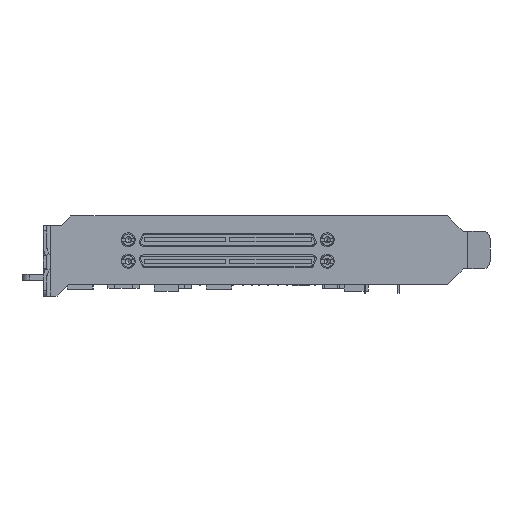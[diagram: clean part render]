
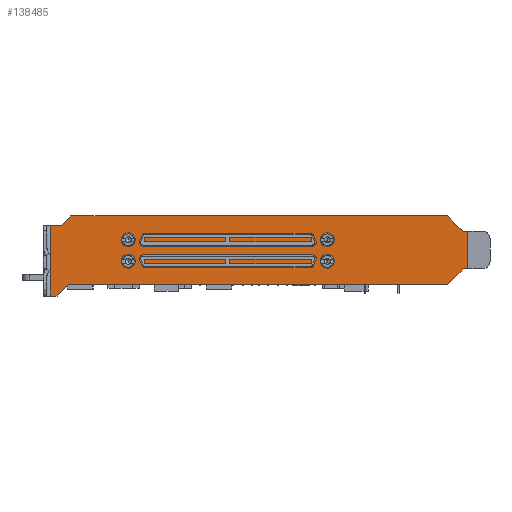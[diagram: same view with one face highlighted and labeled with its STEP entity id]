
A CAD part, left-side view. The second image highlights one B-rep face of the part: STEP entity #138485.
In plain terms, the highlighted planar face has unit normal (-1, 0, 0).
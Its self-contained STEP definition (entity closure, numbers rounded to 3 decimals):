
#4209 = LINE ( 'NONE', #198744, #105515 ) ;
#4525 = CARTESIAN_POINT ( 'NONE',  ( -1.895, 42.629, -1.04 ) ) ;
#6356 = CARTESIAN_POINT ( 'NONE',  ( -1.895, -17.566, 13.26 ) ) ;
#7235 = VERTEX_POINT ( 'NONE', #213463 ) ;
#11958 = DIRECTION ( 'NONE',  ( 0., 0.701, -0.713 ) ) ;
#15613 = VECTOR ( 'NONE', #229287, 1000. ) ;
#17817 = DIRECTION ( 'NONE',  ( 0., 1., 0. ) ) ;
#17913 = DIRECTION ( 'NONE',  ( 0., -0.707, 0.707 ) ) ;
#30549 = VERTEX_POINT ( 'NONE', #215994 ) ;
#33034 = VECTOR ( 'NONE', #11958, 1000. ) ;
#33615 = LINE ( 'NONE', #34927, #246013 ) ;
#34927 = CARTESIAN_POINT ( 'NONE',  ( -1.895, 42.629, 17.36 ) ) ;
#43247 = VERTEX_POINT ( 'NONE', #224447 ) ;
#44149 = DIRECTION ( 'NONE',  ( 0., 0., -1. ) ) ;
#47419 = VERTEX_POINT ( 'NONE', #154929 ) ;
#48516 = VECTOR ( 'NONE', #223881, 1000. ) ;
#49791 = FACE_OUTER_BOUND ( 'NONE', #115211, .T. ) ;
#52538 = AXIS2_PLACEMENT_3D ( 'NONE', #228523, #90537, #170627 ) ;
#53927 = CARTESIAN_POINT ( 'NONE',  ( -1.895, 98.934, -4.24 ) ) ;
#57707 = CARTESIAN_POINT ( 'NONE',  ( -1.895, 98.934, 8.91 ) ) ;
#68168 = VECTOR ( 'NONE', #17913, 1000. ) ;
#71311 = VERTEX_POINT ( 'NONE', #164380 ) ;
#72480 = EDGE_CURVE ( 'NONE', #43247, #93342, #257622, .T. ) ;
#74920 = EDGE_CURVE ( 'NONE', #136584, #170634, #237303, .T. ) ;
#77019 = CARTESIAN_POINT ( 'NONE',  ( -1.895, -12.296, 3.06 ) ) ;
#86631 = PLANE ( 'NONE',  #52538 ) ;
#86995 = VERTEX_POINT ( 'NONE', #177077 ) ;
#87758 = ORIENTED_EDGE ( 'NONE', *, *, #143420, .F. ) ;
#90537 = DIRECTION ( 'NONE',  ( -1., 0., 0. ) ) ;
#90584 = VERTEX_POINT ( 'NONE', #131072 ) ;
#92438 = ORIENTED_EDGE ( 'NONE', *, *, #155405, .T. ) ;
#93342 = VERTEX_POINT ( 'NONE', #214523 ) ;
#96763 = LINE ( 'NONE', #77019, #183683 ) ;
#97141 = ORIENTED_EDGE ( 'NONE', *, *, #239063, .T. ) ;
#100468 = LINE ( 'NONE', #4525, #192052 ) ;
#101959 = EDGE_CURVE ( 'NONE', #90584, #86995, #177342, .T. ) ;
#103012 = LINE ( 'NONE', #225157, #48516 ) ;
#105515 = VECTOR ( 'NONE', #219752, 1000. ) ;
#105887 = CARTESIAN_POINT ( 'NONE',  ( -1.895, -12.296, 13.26 ) ) ;
#114603 = VECTOR ( 'NONE', #235162, 1000. ) ;
#115211 = EDGE_LOOP ( 'NONE', ( #238615, #204167, #87758, #97141, #176904, #157690, #92438, #201577, #237308, #155115, #122509, #157846 ) ) ;
#116484 = DIRECTION ( 'NONE',  ( 0., 1., 0. ) ) ;
#122509 = ORIENTED_EDGE ( 'NONE', *, *, #72480, .F. ) ;
#122644 = CARTESIAN_POINT ( 'NONE',  ( -1.895, -12.296, 13.26 ) ) ;
#125534 = LINE ( 'NONE', #105887, #15613 ) ;
#131072 = CARTESIAN_POINT ( 'NONE',  ( -1.895, 95.954, 14.82 ) ) ;
#131704 = CARTESIAN_POINT ( 'NONE',  ( -1.895, -12.296, 3.06 ) ) ;
#135356 = DIRECTION ( 'NONE',  ( 0., 1., 0. ) ) ;
#136584 = VERTEX_POINT ( 'NONE', #203091 ) ;
#138255 = VERTEX_POINT ( 'NONE', #122644 ) ;
#138485 = ADVANCED_FACE ( 'NONE', ( #49791 ), #86631, .T. ) ;
#143420 = EDGE_CURVE ( 'NONE', #71311, #170634, #96763, .T. ) ;
#144866 = EDGE_CURVE ( 'NONE', #86995, #93342, #177282, .T. ) ;
#151083 = VECTOR ( 'NONE', #166531, 1000. ) ;
#154929 = CARTESIAN_POINT ( 'NONE',  ( -1.895, -13.566, 13.26 ) ) ;
#154933 = CARTESIAN_POINT ( 'NONE',  ( -1.895, 42.629, 14.82 ) ) ;
#155115 = ORIENTED_EDGE ( 'NONE', *, *, #144866, .T. ) ;
#155405 = EDGE_CURVE ( 'NONE', #30549, #7235, #33615, .T. ) ;
#157083 = CARTESIAN_POINT ( 'NONE',  ( -1.895, -8.196, -1.04 ) ) ;
#157690 = ORIENTED_EDGE ( 'NONE', *, *, #169051, .T. ) ;
#157846 = ORIENTED_EDGE ( 'NONE', *, *, #211270, .F. ) ;
#164380 = CARTESIAN_POINT ( 'NONE',  ( -1.895, -13.566, 3.06 ) ) ;
#164740 = DIRECTION ( 'NONE',  ( 0., -1., 0. ) ) ;
#166531 = DIRECTION ( 'NONE',  ( 0., -1., 0. ) ) ;
#169051 = EDGE_CURVE ( 'NONE', #138255, #30549, #125534, .T. ) ;
#170627 = DIRECTION ( 'NONE',  ( 0., 0., 1. ) ) ;
#170634 = VERTEX_POINT ( 'NONE', #131704 ) ;
#170882 = VECTOR ( 'NONE', #44149, 1000. ) ;
#171325 = EDGE_CURVE ( 'NONE', #138255, #47419, #206042, .T. ) ;
#172164 = LINE ( 'NONE', #194536, #33034 ) ;
#176904 = ORIENTED_EDGE ( 'NONE', *, *, #171325, .F. ) ;
#177077 = CARTESIAN_POINT ( 'NONE',  ( -1.895, 98.934, 14.82 ) ) ;
#177282 = LINE ( 'NONE', #57707, #170882 ) ;
#177342 = LINE ( 'NONE', #154933, #114603 ) ;
#177365 = VERTEX_POINT ( 'NONE', #252872 ) ;
#183683 = VECTOR ( 'NONE', #116484, 1000. ) ;
#192052 = VECTOR ( 'NONE', #164740, 1000. ) ;
#194536 = CARTESIAN_POINT ( 'NONE',  ( -1.895, 97.214, -4.24 ) ) ;
#198744 = CARTESIAN_POINT ( 'NONE',  ( -1.895, 93.454, 17.36 ) ) ;
#201577 = ORIENTED_EDGE ( 'NONE', *, *, #245687, .T. ) ;
#203091 = CARTESIAN_POINT ( 'NONE',  ( -1.895, -8.196, -1.04 ) ) ;
#204167 = ORIENTED_EDGE ( 'NONE', *, *, #74920, .T. ) ;
#206042 = LINE ( 'NONE', #6356, #151083 ) ;
#210275 = EDGE_CURVE ( 'NONE', #177365, #136584, #100468, .T. ) ;
#211270 = EDGE_CURVE ( 'NONE', #177365, #43247, #172164, .T. ) ;
#213463 = CARTESIAN_POINT ( 'NONE',  ( -1.895, 93.454, 17.36 ) ) ;
#214523 = CARTESIAN_POINT ( 'NONE',  ( -1.895, 98.934, -4.24 ) ) ;
#215994 = CARTESIAN_POINT ( 'NONE',  ( -1.895, -8.196, 17.36 ) ) ;
#219752 = DIRECTION ( 'NONE',  ( 0., 0.701, -0.713 ) ) ;
#223881 = DIRECTION ( 'NONE',  ( 0., 0., 1. ) ) ;
#224447 = CARTESIAN_POINT ( 'NONE',  ( -1.895, 97.214, -4.24 ) ) ;
#225157 = CARTESIAN_POINT ( 'NONE',  ( -1.895, -13.566, 8.91 ) ) ;
#228523 = CARTESIAN_POINT ( 'NONE',  ( -1.895, 42.629, 8.91 ) ) ;
#229287 = DIRECTION ( 'NONE',  ( 0., 0.707, 0.707 ) ) ;
#235162 = DIRECTION ( 'NONE',  ( 0., 1., 0. ) ) ;
#237303 = LINE ( 'NONE', #157083, #68168 ) ;
#237308 = ORIENTED_EDGE ( 'NONE', *, *, #101959, .T. ) ;
#238615 = ORIENTED_EDGE ( 'NONE', *, *, #210275, .T. ) ;
#239063 = EDGE_CURVE ( 'NONE', #71311, #47419, #103012, .T. ) ;
#245687 = EDGE_CURVE ( 'NONE', #7235, #90584, #4209, .T. ) ;
#246013 = VECTOR ( 'NONE', #17817, 1000. ) ;
#251672 = VECTOR ( 'NONE', #135356, 1000. ) ;
#252872 = CARTESIAN_POINT ( 'NONE',  ( -1.895, 94.064, -1.04 ) ) ;
#257622 = LINE ( 'NONE', #53927, #251672 ) ;
